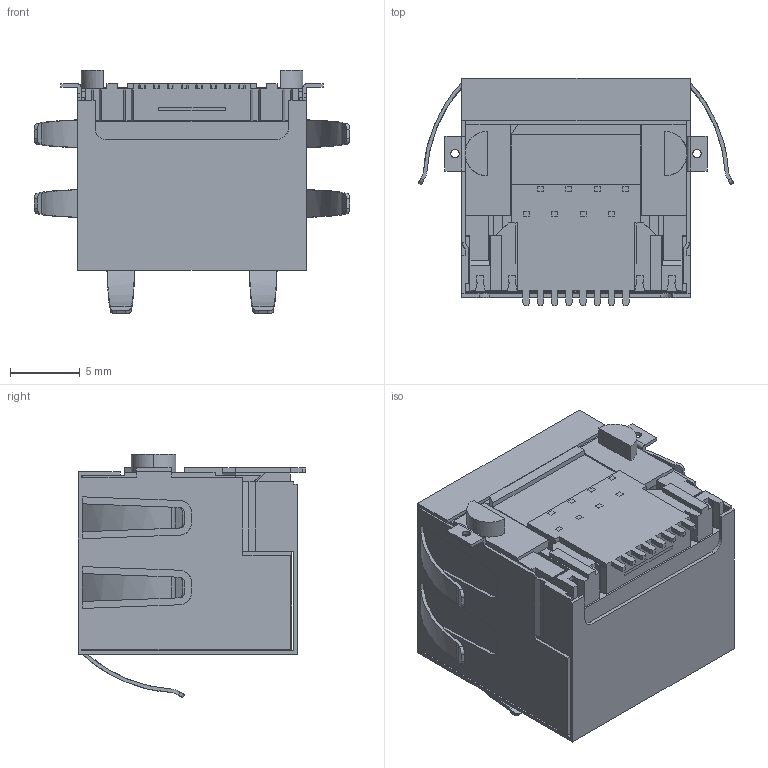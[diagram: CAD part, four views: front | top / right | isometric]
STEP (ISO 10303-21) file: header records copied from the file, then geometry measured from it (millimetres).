
FILE_DESCRIPTION(('CATIA V5 STEP Exchange','CAx-IF Rec.Pracs.--- Model Styling and Organization---1.4--- 2014-01-23'),'2;1');
FILE_NAME ('267104-2_0_2562940000_2562940000.stp','2018-12-18T08:16:00+00:00',('none'),('Weidmueller'),'CATIA Version 5-6 Release 2016 SP3 HF44','CATIA V5 STEP AP214','none');
FILE_SCHEMA(('AUTOMOTIVE_DESIGN { 1 0 10303 214 1 1 1 1 }'));
Length unit declared in the file: millimetre
Products named in the file (1): 2562940000
Bounding box: 22.6 x 16.3 x 17.45 mm (x, y, z)
Volume: 1671.5 mm3; surface area: 4966 mm2
Topology: 12 solids, 12 shells, 720 faces, 2059 edges, 1358 vertices
Faces by surface type: plane 603, cylinder 103, bspline 14
Entity records: 24454 total; most frequent: CARTESIAN_POINT 5991, ORIENTED_EDGE 4118, DIRECTION 3296, EDGE_CURVE 2059, VECTOR 1811, LINE 1811, VERTEX_POINT 1358, AXIS2_PLACEMENT_3D 780
